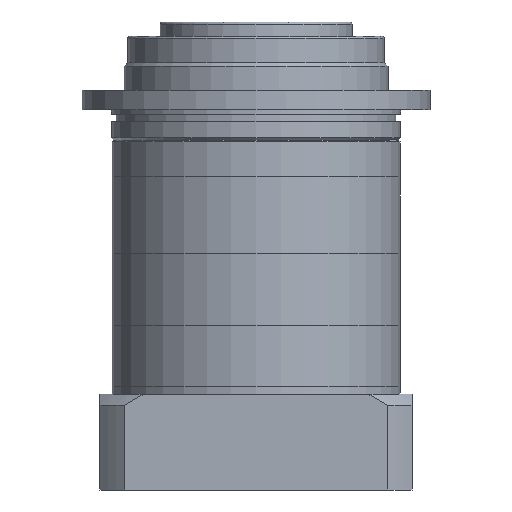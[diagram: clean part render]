
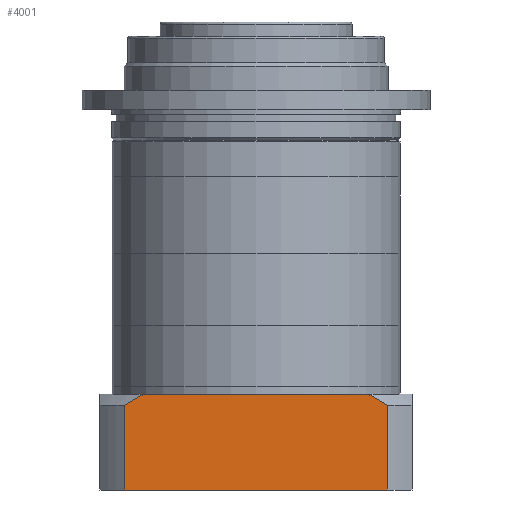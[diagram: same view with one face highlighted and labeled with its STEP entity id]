
A CAD part, front view. The second image highlights one B-rep face of the part: STEP entity #4001.
In plain terms, the highlighted planar face has unit normal (0, -1, 0).
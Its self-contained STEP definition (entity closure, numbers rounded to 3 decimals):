
#291 = VERTEX_POINT ( 'NONE', #6472 ) ;
#550 = ORIENTED_EDGE ( 'NONE', *, *, #7990, .T. ) ;
#696 = CARTESIAN_POINT ( 'NONE',  ( -49.384, -65., -1.493 ) ) ;
#747 = CARTESIAN_POINT ( 'NONE',  ( 54.772, -65., 0. ) ) ;
#753 = AXIS2_PLACEMENT_3D ( 'NONE', #2368, #3648, #8207 ) ;
#836 = EDGE_CURVE ( 'NONE', #7162, #8420, #1425, .T. ) ;
#946 = LINE ( 'NONE', #7869, #7805 ) ;
#984 = CARTESIAN_POINT ( 'NONE',  ( -46.637, -65., 0. ) ) ;
#1269 = ORIENTED_EDGE ( 'NONE', *, *, #6911, .F. ) ;
#1348 = CARTESIAN_POINT ( 'NONE',  ( -54.772, -65., -4.663 ) ) ;
#1425 = B_SPLINE_CURVE_WITH_KNOTS ( 'NONE', 3,
 ( #7629, #7931, #8425, #7904 ),
 .UNSPECIFIED., .F., .F.,
 ( 4, 4 ),
 ( 0., 0.009 ),
 .UNSPECIFIED. ) ;
#1432 = EDGE_LOOP ( 'NONE', ( #2884, #2981, #6086, #550, #1269, #2086 ) ) ;
#2079 = LINE ( 'NONE', #3794, #7004 ) ;
#2086 = ORIENTED_EDGE ( 'NONE', *, *, #3721, .F. ) ;
#2368 = CARTESIAN_POINT ( 'NONE',  ( 54.772, -65., -40. ) ) ;
#2436 = CARTESIAN_POINT ( 'NONE',  ( -54.772, -65., -4.663 ) ) ;
#2833 = VECTOR ( 'NONE', #6527, 1000. ) ;
#2884 = ORIENTED_EDGE ( 'NONE', *, *, #8366, .T. ) ;
#2981 = ORIENTED_EDGE ( 'NONE', *, *, #836, .T. ) ;
#3240 = LINE ( 'NONE', #747, #2833 ) ;
#3606 = VERTEX_POINT ( 'NONE', #5787 ) ;
#3648 = DIRECTION ( 'NONE',  ( 0., 1., 0. ) ) ;
#3721 = EDGE_CURVE ( 'NONE', #3606, #291, #946, .T. ) ;
#3794 = CARTESIAN_POINT ( 'NONE',  ( -54.772, -65., -40. ) ) ;
#4001 = ADVANCED_FACE ( 'NONE', ( #7918 ), #5563, .F. ) ;
#4062 = CARTESIAN_POINT ( 'NONE',  ( 54.772, -65., -4.663 ) ) ;
#4575 = VECTOR ( 'NONE', #6956, 1000. ) ;
#4626 = DIRECTION ( 'NONE',  ( -1., 0., 0. ) ) ;
#5069 = VERTEX_POINT ( 'NONE', #2436 ) ;
#5180 = CARTESIAN_POINT ( 'NONE',  ( -52.093, -65., -3.052 ) ) ;
#5249 = EDGE_CURVE ( 'NONE', #8420, #5487, #3240, .T. ) ;
#5487 = VERTEX_POINT ( 'NONE', #984 ) ;
#5563 = PLANE ( 'NONE',  #753 ) ;
#5787 = CARTESIAN_POINT ( 'NONE',  ( 54.772, -65., -40. ) ) ;
#6086 = ORIENTED_EDGE ( 'NONE', *, *, #5249, .T. ) ;
#6175 = CARTESIAN_POINT ( 'NONE',  ( 54.772, -65., -40. ) ) ;
#6332 = DIRECTION ( 'NONE',  ( 0., 0., 1. ) ) ;
#6472 = CARTESIAN_POINT ( 'NONE',  ( -54.772, -65., -40. ) ) ;
#6527 = DIRECTION ( 'NONE',  ( -1., 0., 0. ) ) ;
#6731 = B_SPLINE_CURVE_WITH_KNOTS ( 'NONE', 3,
 ( #8448, #696, #5180, #1348 ),
 .UNSPECIFIED., .F., .F.,
 ( 4, 4 ),
 ( 0., 0.009 ),
 .UNSPECIFIED. ) ;
#6911 = EDGE_CURVE ( 'NONE', #291, #5069, #2079, .T. ) ;
#6956 = DIRECTION ( 'NONE',  ( 0., 0., 1. ) ) ;
#7004 = VECTOR ( 'NONE', #6332, 1000. ) ;
#7162 = VERTEX_POINT ( 'NONE', #4062 ) ;
#7629 = CARTESIAN_POINT ( 'NONE',  ( 54.772, -65., -4.663 ) ) ;
#7680 = CARTESIAN_POINT ( 'NONE',  ( 46.637, -65., 0. ) ) ;
#7805 = VECTOR ( 'NONE', #4626, 1000. ) ;
#7869 = CARTESIAN_POINT ( 'NONE',  ( 54.772, -65., -40. ) ) ;
#7904 = CARTESIAN_POINT ( 'NONE',  ( 46.637, -65., 0. ) ) ;
#7918 = FACE_OUTER_BOUND ( 'NONE', #1432, .T. ) ;
#7931 = CARTESIAN_POINT ( 'NONE',  ( 52.093, -65., -3.052 ) ) ;
#7990 = EDGE_CURVE ( 'NONE', #5487, #5069, #6731, .T. ) ;
#8035 = LINE ( 'NONE', #6175, #4575 ) ;
#8207 = DIRECTION ( 'NONE',  ( 0., 0., 1. ) ) ;
#8366 = EDGE_CURVE ( 'NONE', #3606, #7162, #8035, .T. ) ;
#8420 = VERTEX_POINT ( 'NONE', #7680 ) ;
#8425 = CARTESIAN_POINT ( 'NONE',  ( 49.384, -65., -1.493 ) ) ;
#8448 = CARTESIAN_POINT ( 'NONE',  ( -46.637, -65., 0. ) ) ;
